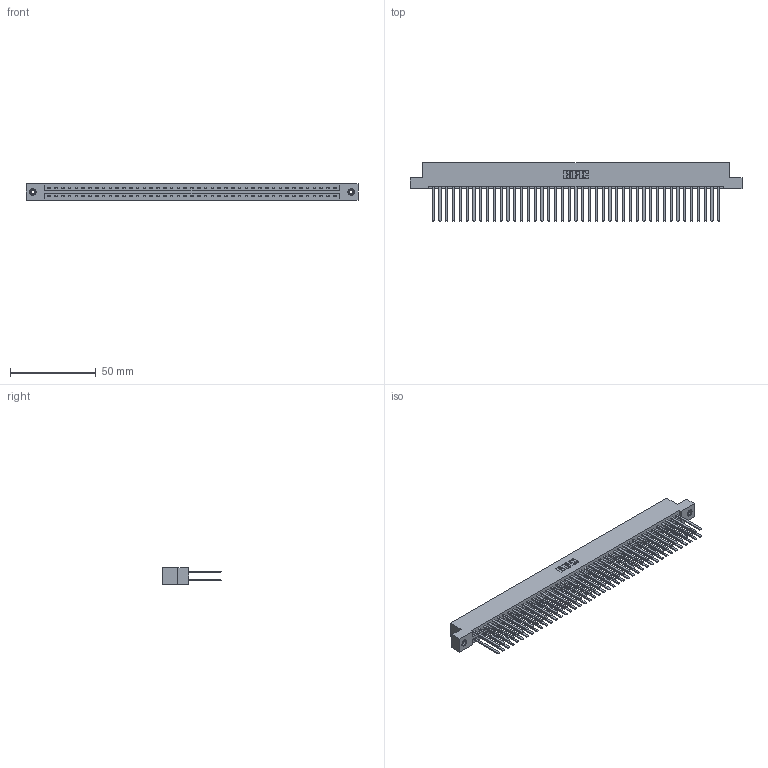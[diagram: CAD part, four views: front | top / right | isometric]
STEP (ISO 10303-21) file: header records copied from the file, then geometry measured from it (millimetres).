
FILE_DESCRIPTION (( 'STEP AP203' ), '1' );
FILE_NAME ('337-086-544-208.STEP', '2018-08-13T01:41:15', ( '' ), ( '' ), 'SwSTEP 2.0', 'SolidWorks 2016', '' );
FILE_SCHEMA (( 'CONFIG_CONTROL_DESIGN' ));
Length unit declared in the file: inch
Products named in the file (4): 337 Part_Flush Mounting Lugs - 0.156 Dia-TI; 345-292-001_345-293-144; 345-250-001_345-250-003-102; 337-086-544-208
Assembly tree (89 placements, depth 2):
  337-086-544-208
    337 Part_Flush Mounting Lugs - 0.156 Dia-TI
    345-292-001_345-293-144  x86
    345-250-001_345-250-003-102  x2
Bounding box: 193.4 x 34.3 x 9.4 mm (x, y, z)
Volume: 21593.9 mm3; surface area: 28383.9 mm2
Topology: 89 solids, 89 shells, 4302 faces, 12745 edges, 8374 vertices
Faces by surface type: plane 3026, cylinder 1260, cone 12, torus 4
Entity records: 34212 total; most frequent: CARTESIAN_POINT 5741, ORIENTED_EDGE 5670, DIRECTION 4909, EDGE_CURVE 2835, LINE 2691, VECTOR 2691, VERTEX_POINT 1884, AXIS2_PLACEMENT_3D 1109
